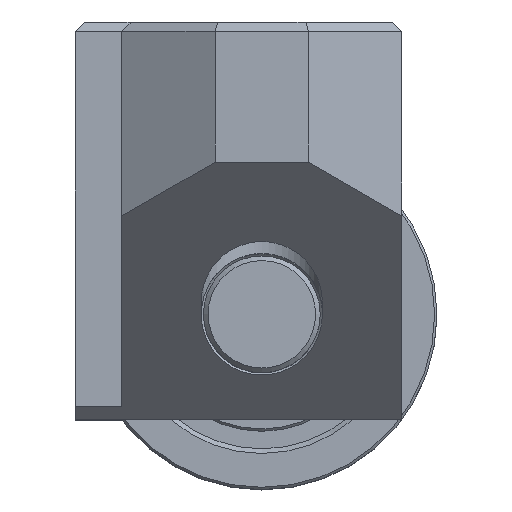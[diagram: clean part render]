
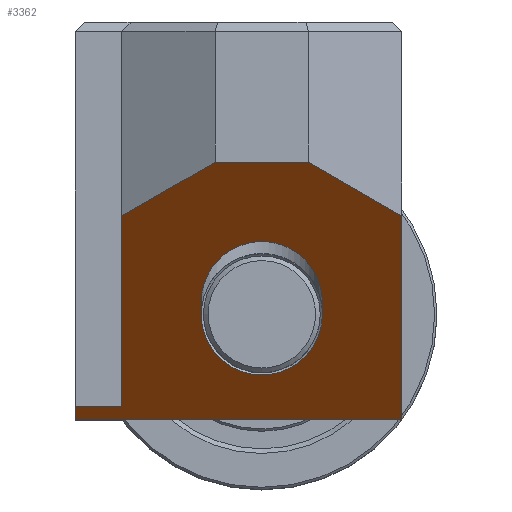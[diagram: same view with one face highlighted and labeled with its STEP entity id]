
A CAD part, top view. The second image highlights one B-rep face of the part: STEP entity #3362.
In plain terms, the highlighted planar face has unit normal (0, -0.707, 0.707).
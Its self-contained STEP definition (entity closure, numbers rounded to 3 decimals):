
#11=ELLIPSE('',#3693,3.677,2.6);
#12=ELLIPSE('',#3694,3.677,2.6);
#13=ELLIPSE('',#3695,3.677,2.6);
#105=FACE_BOUND('',#1239,.T.);
#146=PLANE('',#3692);
#300=LINE('',#5282,#648);
#301=LINE('',#5284,#649);
#302=LINE('',#5286,#650);
#303=LINE('',#5288,#651);
#304=LINE('',#5290,#652);
#305=LINE('',#5292,#653);
#306=LINE('',#5294,#654);
#307=LINE('',#5295,#655);
#648=VECTOR('',#4112,10.);
#649=VECTOR('',#4113,5.164);
#650=VECTOR('',#4114,4.);
#651=VECTOR('',#4115,5.164);
#652=VECTOR('',#4116,10.);
#653=VECTOR('',#4117,10.);
#654=VECTOR('',#4118,10.);
#655=VECTOR('',#4119,10.);
#1026=FACE_OUTER_BOUND('',#1238,.T.);
#1238=EDGE_LOOP('',(#2470,#2471,#2472,#2473,#2474,#2475,#2476,#2477));
#1239=EDGE_LOOP('',(#2478,#2479,#2480));
#1605=VERTEX_POINT('',#5280);
#1606=VERTEX_POINT('',#5281);
#1607=VERTEX_POINT('',#5283);
#1608=VERTEX_POINT('',#5285);
#1609=VERTEX_POINT('',#5287);
#1610=VERTEX_POINT('',#5289);
#1611=VERTEX_POINT('',#5291);
#1612=VERTEX_POINT('',#5293);
#1613=VERTEX_POINT('',#5296);
#1614=VERTEX_POINT('',#5297);
#1615=VERTEX_POINT('',#5299);
#1926=EDGE_CURVE('',#1605,#1606,#300,.T.);
#1927=EDGE_CURVE('',#1607,#1606,#301,.T.);
#1928=EDGE_CURVE('',#1608,#1607,#302,.T.);
#1929=EDGE_CURVE('',#1609,#1608,#303,.T.);
#1930=EDGE_CURVE('',#1609,#1610,#304,.T.);
#1931=EDGE_CURVE('',#1610,#1611,#305,.T.);
#1932=EDGE_CURVE('',#1611,#1612,#306,.T.);
#1933=EDGE_CURVE('',#1612,#1605,#307,.T.);
#1934=EDGE_CURVE('',#1613,#1614,#11,.T.);
#1935=EDGE_CURVE('',#1614,#1615,#12,.T.);
#1936=EDGE_CURVE('',#1613,#1615,#13,.T.);
#2470=ORIENTED_EDGE('',*,*,#1926,.T.);
#2471=ORIENTED_EDGE('',*,*,#1927,.F.);
#2472=ORIENTED_EDGE('',*,*,#1928,.F.);
#2473=ORIENTED_EDGE('',*,*,#1929,.F.);
#2474=ORIENTED_EDGE('',*,*,#1930,.T.);
#2475=ORIENTED_EDGE('',*,*,#1931,.T.);
#2476=ORIENTED_EDGE('',*,*,#1932,.T.);
#2477=ORIENTED_EDGE('',*,*,#1933,.T.);
#2478=ORIENTED_EDGE('',*,*,#1934,.T.);
#2479=ORIENTED_EDGE('',*,*,#1935,.T.);
#2480=ORIENTED_EDGE('',*,*,#1936,.F.);
#3362=ADVANCED_FACE('',(#1026,#105),#146,.F.);
#3692=AXIS2_PLACEMENT_3D('',#5279,#4110,#4111);
#3693=AXIS2_PLACEMENT_3D('',#5298,#4120,#4121);
#3694=AXIS2_PLACEMENT_3D('',#5300,#4122,#4123);
#3695=AXIS2_PLACEMENT_3D('',#5301,#4124,#4125);
#4110=DIRECTION('center_axis',(0.,0.707,-0.707));
#4111=DIRECTION('ref_axis',(1.,0.,0.));
#4112=DIRECTION('',(0.,0.707,0.707));
#4113=DIRECTION('',(0.775,-0.447,-0.447));
#4114=DIRECTION('',(1.,0.,0.));
#4115=DIRECTION('',(0.775,0.447,0.447));
#4116=DIRECTION('',(0.,-0.707,-0.707));
#4117=DIRECTION('',(-1.,0.,0.));
#4118=DIRECTION('',(0.,-0.707,-0.707));
#4119=DIRECTION('',(1.,0.,0.));
#4120=DIRECTION('center_axis',(0.,0.707,-0.707));
#4121=DIRECTION('ref_axis',(0.,0.707,0.707));
#4122=DIRECTION('center_axis',(0.,0.707,-0.707));
#4123=DIRECTION('ref_axis',(0.,0.707,0.707));
#4124=DIRECTION('center_axis',(0.,-0.707,
0.707));
#4125=DIRECTION('ref_axis',(0.,-0.707,-0.707));
#5279=CARTESIAN_POINT('Origin',(55.124,13.869,112.906));
#5280=CARTESIAN_POINT('',(61.124,2.869,101.906));
#5281=CARTESIAN_POINT('',(61.124,11.56,110.597));
#5282=CARTESIAN_POINT('',(61.124,1.619,100.656));
#5283=CARTESIAN_POINT('',(57.124,13.869,112.906));
#5284=CARTESIAN_POINT('',(57.124,13.869,112.906));
#5285=CARTESIAN_POINT('',(53.124,13.869,112.906));
#5286=CARTESIAN_POINT('',(53.124,13.869,112.906));
#5287=CARTESIAN_POINT('',(49.124,11.56,110.597));
#5288=CARTESIAN_POINT('',(49.124,11.56,110.597));
#5289=CARTESIAN_POINT('',(49.124,3.429,102.466));
#5290=CARTESIAN_POINT('',(49.124,1.619,100.656));
#5291=CARTESIAN_POINT('',(47.124,3.429,102.466));
#5292=CARTESIAN_POINT('',(52.124,3.429,102.466));
#5293=CARTESIAN_POINT('',(47.124,2.869,101.906));
#5294=CARTESIAN_POINT('',(47.124,8.619,107.656));
#5295=CARTESIAN_POINT('',(47.441,2.869,101.906));
#5296=CARTESIAN_POINT('',(57.712,7.619,106.656));
#5297=CARTESIAN_POINT('',(52.524,7.369,106.406));
#5298=CARTESIAN_POINT('Origin',(55.124,7.369,106.406));
#5299=CARTESIAN_POINT('',(52.536,7.619,106.656));
#5300=CARTESIAN_POINT('Origin',(55.124,7.369,106.406));
#5301=CARTESIAN_POINT('Origin',(55.124,7.869,106.906));
